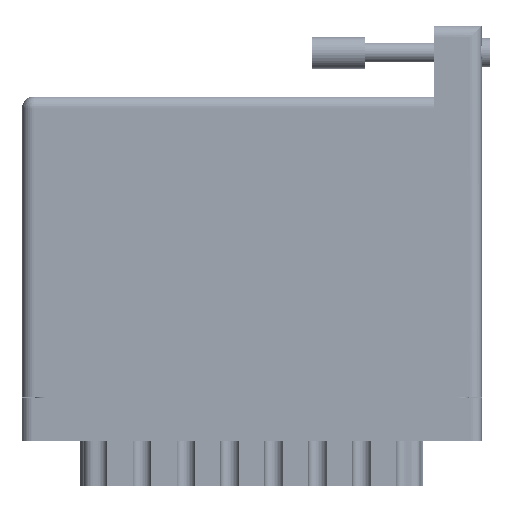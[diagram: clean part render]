
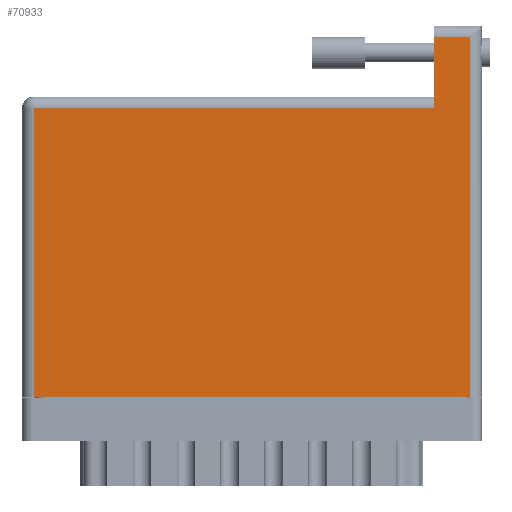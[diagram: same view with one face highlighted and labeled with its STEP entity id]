
A CAD part, front view. The second image highlights one B-rep face of the part: STEP entity #70933.
In plain terms, the highlighted face is planar.
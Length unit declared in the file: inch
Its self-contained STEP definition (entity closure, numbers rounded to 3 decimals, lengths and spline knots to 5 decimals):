
#1583 = CARTESIAN_POINT ( 'NONE',  ( 0., 1.705, 0. ) ) ;
#2803 = DIRECTION ( 'NONE',  ( -1., 0., 0. ) ) ;
#3176 = CARTESIAN_POINT ( 'NONE',  ( 2.648, 0., 0. ) ) ;
#3939 = CARTESIAN_POINT ( 'NONE',  ( 0.07, 0., 0. ) ) ;
#5180 = DIRECTION ( 'NONE',  ( 0., -1., 0. ) ) ;
#5720 = AXIS2_PLACEMENT_3D ( 'NONE', #24067, #68799, #17890 ) ;
#9186 = VERTEX_POINT ( 'NONE', #37121 ) ;
#9355 = LINE ( 'NONE', #44339, #37537 ) ;
#11180 = LINE ( 'NONE', #1583, #40282 ) ;
#12432 = PLANE ( 'NONE',  #5720 ) ;
#12687 = CARTESIAN_POINT ( 'NONE',  ( 2.648, 2.195, 0. ) ) ;
#14048 = ORIENTED_EDGE ( 'NONE', *, *, #42004, .T. ) ;
#14501 = DIRECTION ( 'NONE',  ( 0., -1., 0. ) ) ;
#16004 = ORIENTED_EDGE ( 'NONE', *, *, #51079, .T. ) ;
#16275 = LINE ( 'NONE', #12687, #66505 ) ;
#17890 = DIRECTION ( 'NONE',  ( -1., 0., 0. ) ) ;
#24067 = CARTESIAN_POINT ( 'NONE',  ( 0., 1.775, 0. ) ) ;
#24305 = DIRECTION ( 'NONE',  ( 0., 1., 0. ) ) ;
#27424 = ORIENTED_EDGE ( 'NONE', *, *, #61283, .T. ) ;
#27669 = VECTOR ( 'NONE', #14501, 39.37008 ) ;
#27915 = CARTESIAN_POINT ( 'NONE',  ( 2.648, 2.125, 0. ) ) ;
#28633 = EDGE_CURVE ( 'NONE', #44154, #9186, #9355, .T. ) ;
#29891 = VERTEX_POINT ( 'NONE', #27915 ) ;
#30857 = FACE_OUTER_BOUND ( 'NONE', #45441, .T. ) ;
#31057 = CARTESIAN_POINT ( 'NONE',  ( 0.07, 0., 0. ) ) ;
#33344 = ORIENTED_EDGE ( 'NONE', *, *, #50492, .T. ) ;
#35905 = VECTOR ( 'NONE', #2803, 39.37008 ) ;
#36227 = CARTESIAN_POINT ( 'NONE',  ( 0., 2.125, 0. ) ) ;
#37121 = CARTESIAN_POINT ( 'NONE',  ( 2.438, 1.705, 0. ) ) ;
#37537 = VECTOR ( 'NONE', #5180, 39.37008 ) ;
#39682 = CARTESIAN_POINT ( 'NONE',  ( 0., 0., 0. ) ) ;
#40282 = VECTOR ( 'NONE', #57478, 39.37008 ) ;
#42004 = EDGE_CURVE ( 'NONE', #9186, #71031, #11180, .T. ) ;
#43192 = ORIENTED_EDGE ( 'NONE', *, *, #28633, .T. ) ;
#44154 = VERTEX_POINT ( 'NONE', #71094 ) ;
#44339 = CARTESIAN_POINT ( 'NONE',  ( 2.438, 2.195, 0. ) ) ;
#45441 = EDGE_LOOP ( 'NONE', ( #14048, #16004, #27424, #33344, #60120, #43192 ) ) ;
#47077 = DIRECTION ( 'NONE',  ( 1., 0., 0. ) ) ;
#49299 = EDGE_CURVE ( 'NONE', #29891, #44154, #66716, .T. ) ;
#50492 = EDGE_CURVE ( 'NONE', #65612, #29891, #16275, .T. ) ;
#51079 = EDGE_CURVE ( 'NONE', #71031, #52949, #69884, .T. ) ;
#51380 = CARTESIAN_POINT ( 'NONE',  ( 0.07, 1.705, 0. ) ) ;
#52949 = VERTEX_POINT ( 'NONE', #3939 ) ;
#55773 = VECTOR ( 'NONE', #47077, 39.37008 ) ;
#57478 = DIRECTION ( 'NONE',  ( -1., 0., 0. ) ) ;
#60120 = ORIENTED_EDGE ( 'NONE', *, *, #49299, .T. ) ;
#61283 = EDGE_CURVE ( 'NONE', #52949, #65612, #67171, .T. ) ;
#65612 = VERTEX_POINT ( 'NONE', #3176 ) ;
#66505 = VECTOR ( 'NONE', #24305, 39.37008 ) ;
#66716 = LINE ( 'NONE', #36227, #35905 ) ;
#67171 = LINE ( 'NONE', #39682, #55773 ) ;
#68799 = DIRECTION ( 'NONE',  ( 0., 0., -1. ) ) ;
#69884 = LINE ( 'NONE', #31057, #27669 ) ;
#70933 = ADVANCED_FACE ( 'NONE', ( #30857 ), #12432, .F. ) ;
#71031 = VERTEX_POINT ( 'NONE', #51380 ) ;
#71094 = CARTESIAN_POINT ( 'NONE',  ( 2.438, 2.125, 0. ) ) ;
